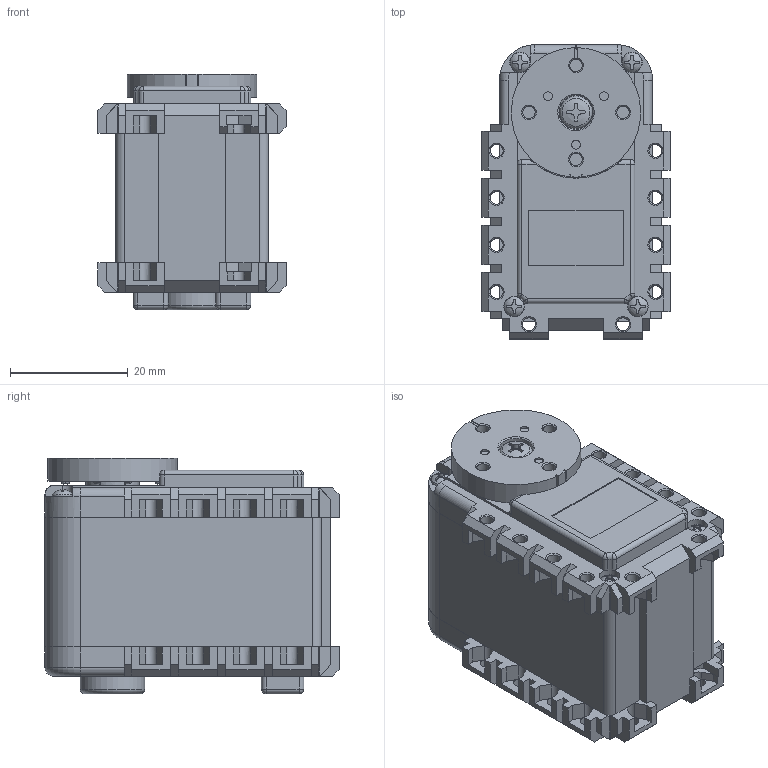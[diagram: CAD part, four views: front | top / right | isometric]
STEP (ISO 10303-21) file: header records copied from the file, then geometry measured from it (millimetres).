
FILE_DESCRIPTION(/* description */ (''),/* implementation_level */ '2;1');
FILE_NAME(/* name */ 'AX-12A.step',/* time_stamp */ '2022-08-16T23:43:46-05:00',/* author */ ('ferbm'),/* organization */ (''),/* preprocessor_version */ 'ST-DEVELOPER v18.1',/* originating_system */ 'Autodesk Inventor 2021',/* authorisation */ '');
FILE_SCHEMA (('AUTOMOTIVE_DESIGN { 1 0 10303 214 3 1 1 }'));
Length unit declared in the file: millimetre
Products named in the file (1): AX-12A
Bounding box: 32 x 50 x 40.05 mm (x, y, z)
Volume: 42792.5 mm3; surface area: 13888.4 mm2
Topology: 11 solids, 11 shells, 1195 faces, 3272 edges, 2121 vertices
Faces by surface type: plane 824, cylinder 245, cone 45, bspline 40, sphere 23, torus 18
Full cylindrical faces by diameter (mm): 0.7 x16, 1.5 x3, 1.6 x4, 1.7 x6, 2 x4, 2.07 x4, 2.1 x4, 2.2 x20, 2.3 x1, 2.5 x1, 2.6 x1, 3.5 x2, 4.3 x3, 5.8 x2, 5.9 x1, 6.5 x1, 8 x1, 9.2 x1, 11 x1, 13.7 x1, 18.3 x1
Entity records: 40364 total; most frequent: CARTESIAN_POINT 9688, ORIENTED_EDGE 6508, DIRECTION 6252, EDGE_CURVE 3254, LINE 2336, VECTOR 2336, VERTEX_POINT 2121, AXIS2_PLACEMENT_3D 1958
